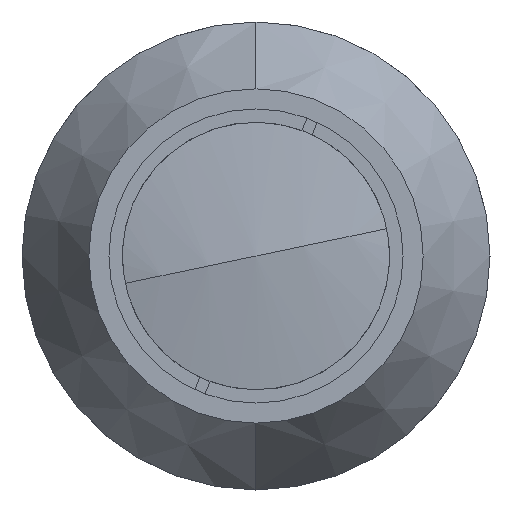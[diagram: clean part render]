
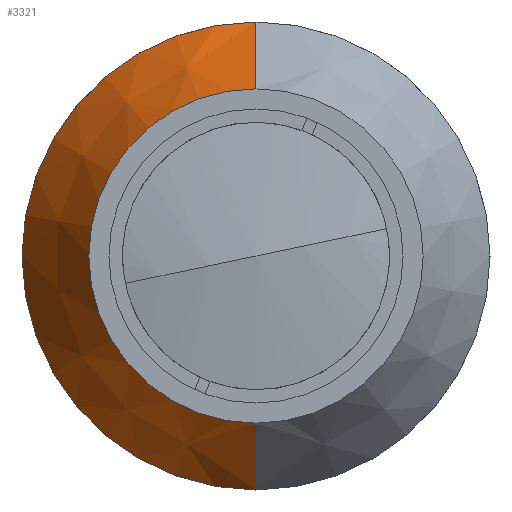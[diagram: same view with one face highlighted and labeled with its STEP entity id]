
A CAD part, left-side view. The second image highlights one B-rep face of the part: STEP entity #3321.
In plain terms, the highlighted conical face has half-angle 30 degrees and reference radius 21 mm.
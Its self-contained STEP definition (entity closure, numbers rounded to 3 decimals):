
#119 = EDGE_CURVE ( 'NONE', #2050, #3016, #2203, .T. ) ;
#296 = CARTESIAN_POINT ( 'NONE',  ( 25.392, 0., 21. ) ) ;
#527 = ORIENTED_EDGE ( 'NONE', *, *, #119, .F. ) ;
#641 = CARTESIAN_POINT ( 'NONE',  ( 15., 0., 0. ) ) ;
#714 = EDGE_LOOP ( 'NONE', ( #3044, #1006, #1091, #527 ) ) ;
#893 = DIRECTION ( 'NONE',  ( 0., 0., -1. ) ) ;
#901 = CARTESIAN_POINT ( 'NONE',  ( 25.392, 0., 0. ) ) ;
#941 = VERTEX_POINT ( 'NONE', #1070 ) ;
#1006 = ORIENTED_EDGE ( 'NONE', *, *, #3930, .T. ) ;
#1029 = EDGE_CURVE ( 'NONE', #941, #3016, #1946, .T. ) ;
#1070 = CARTESIAN_POINT ( 'NONE',  ( 25.392, 0., 21. ) ) ;
#1091 = ORIENTED_EDGE ( 'NONE', *, *, #1029, .T. ) ;
#1113 = DIRECTION ( 'NONE',  ( 1., 0., 0. ) ) ;
#1130 = AXIS2_PLACEMENT_3D ( 'NONE', #901, #4073, #2282 ) ;
#1187 = EDGE_CURVE ( 'NONE', #3763, #2050, #3067, .T. ) ;
#1373 = DIRECTION ( 'NONE',  ( 0.866, 0., 0.5 ) ) ;
#1457 = CARTESIAN_POINT ( 'NONE',  ( 25.392, 0., 0. ) ) ;
#1946 = CIRCLE ( 'NONE', #1130, 21. ) ;
#2050 = VERTEX_POINT ( 'NONE', #3235 ) ;
#2067 = DIRECTION ( 'NONE',  ( -1., 0., 0. ) ) ;
#2077 = VECTOR ( 'NONE', #2896, 1000. ) ;
#2203 = LINE ( 'NONE', #3274, #2077 ) ;
#2282 = DIRECTION ( 'NONE',  ( 0., 0., 1. ) ) ;
#2712 = CONICAL_SURFACE ( 'NONE', #4372, 21., 0.524 ) ;
#2896 = DIRECTION ( 'NONE',  ( 0.866, 0., -0.5 ) ) ;
#3016 = VERTEX_POINT ( 'NONE', #3365 ) ;
#3044 = ORIENTED_EDGE ( 'NONE', *, *, #1187, .F. ) ;
#3067 = CIRCLE ( 'NONE', #3830, 15. ) ;
#3235 = CARTESIAN_POINT ( 'NONE',  ( 15., 0., -15. ) ) ;
#3274 = CARTESIAN_POINT ( 'NONE',  ( 25.392, 0., -21. ) ) ;
#3321 = ADVANCED_FACE ( 'NONE', ( #4325 ), #2712, .T. ) ;
#3365 = CARTESIAN_POINT ( 'NONE',  ( 25.392, 0., -21. ) ) ;
#3586 = LINE ( 'NONE', #296, #3854 ) ;
#3763 = VERTEX_POINT ( 'NONE', #3866 ) ;
#3771 = DIRECTION ( 'NONE',  ( 0., 0., 1. ) ) ;
#3830 = AXIS2_PLACEMENT_3D ( 'NONE', #641, #2067, #3771 ) ;
#3854 = VECTOR ( 'NONE', #1373, 1000. ) ;
#3866 = CARTESIAN_POINT ( 'NONE',  ( 15., 0., 15. ) ) ;
#3930 = EDGE_CURVE ( 'NONE', #3763, #941, #3586, .T. ) ;
#4073 = DIRECTION ( 'NONE',  ( -1., 0., 0. ) ) ;
#4325 = FACE_OUTER_BOUND ( 'NONE', #714, .T. ) ;
#4372 = AXIS2_PLACEMENT_3D ( 'NONE', #1457, #1113, #893 ) ;
